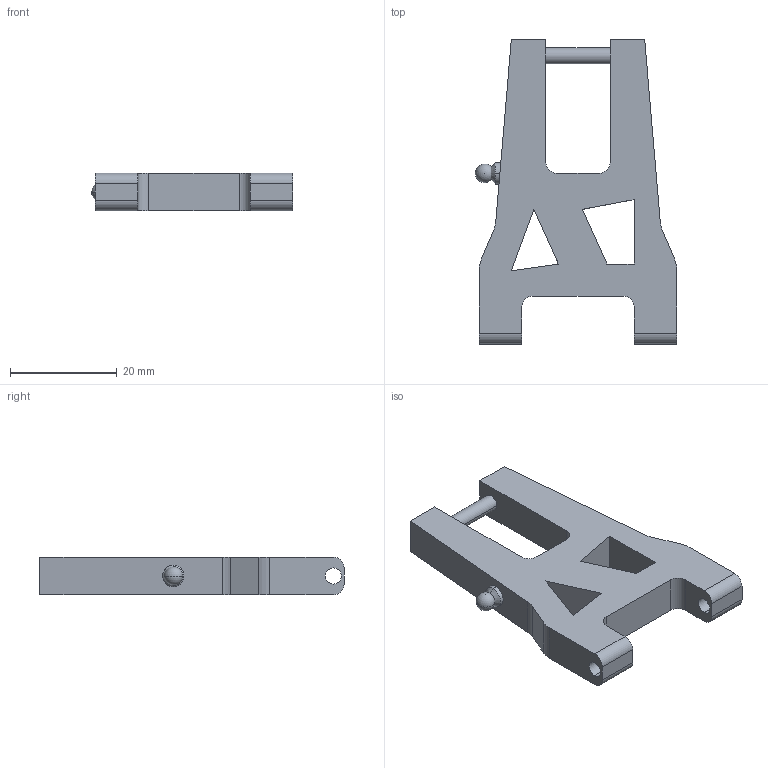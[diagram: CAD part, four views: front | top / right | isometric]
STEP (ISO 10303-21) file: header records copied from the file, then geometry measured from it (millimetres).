
FILE_DESCRIPTION (( 'STEP AP203' ), '1' );
FILE_NAME ('V4_suspension_arm_默认_sldprt.STEP', '2019-01-08T05:43:57', ( '' ), ( '' ), 'SwSTEP 2.0', 'SolidWorks 2016', '' );
FILE_SCHEMA (( 'CONFIG_CONTROL_DESIGN' ));
Length unit declared in the file: millimetre
Products named in the file (1): V4_suspension_arm_默认_sldprt
Bounding box: 37.75 x 57 x 7 mm (x, y, z)
Volume: 8065.9 mm3; surface area: 4727 mm2
Topology: 1 solids, 1 shells, 49 faces, 142 edges, 94 vertices
Faces by surface type: plane 25, cylinder 20, sphere 2, cone 2
Entity records: 1684 total; most frequent: CARTESIAN_POINT 284, DIRECTION 279, ORIENTED_EDGE 274, EDGE_CURVE 137, AXIS2_PLACEMENT_3D 94, VERTEX_POINT 91, LINE 91, VECTOR 91
